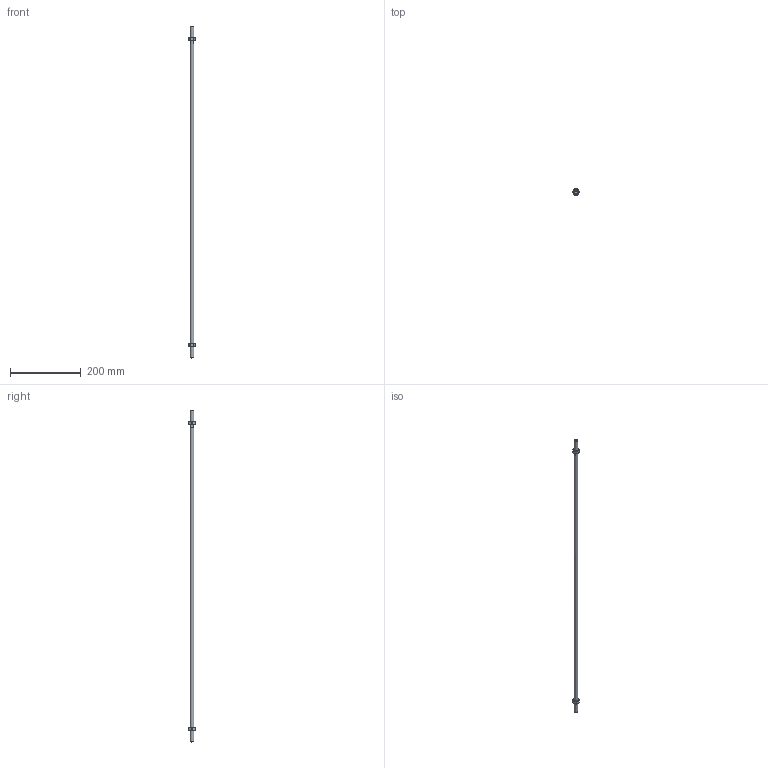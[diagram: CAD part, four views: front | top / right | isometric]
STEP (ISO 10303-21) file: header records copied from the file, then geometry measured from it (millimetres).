
FILE_DESCRIPTION (( 'STEP AP203' ), '1' );
FILE_NAME ('50640-V4A-ZS.step', '2022-04-06T08:08:35', ( '' ), ( '' ), 'SwSTEP 2.0', 'SolidWorks 2018', '' );
FILE_SCHEMA (( 'CONFIG_CONTROL_DESIGN' ));
Length unit declared in the file: millimetre
Products named in the file (3): DIN 934 M4-M20_58321-240-10; 50640-XXX-ZS_50640-V4A-ZS; 50640-V4A-ZS
Assembly tree (3 placements, depth 2):
  50640-V4A-ZS
    50640-XXX-ZS_50640-V4A-ZS
    DIN 934 M4-M20_58321-240-10  x2
Bounding box: 19.34 x 17 x 940 mm (x, y, z)
Volume: 76802.9 mm3; surface area: 31816.6 mm2
Topology: 3 solids, 3 shells, 1199 faces, 3199 edges, 2112 vertices
Faces by surface type: plane 630, bspline 510, cylinder 31, cone 28
Full cylindrical faces by diameter (mm): 8.5 x2, 10 x1
Entity records: 47554 total; most frequent: CARTESIAN_POINT 27403, ORIENTED_EDGE 4818, DIRECTION 2678, EDGE_CURVE 2409, VERTEX_POINT 1604, LINE 1494, VECTOR 1494, EDGE_LOOP 1013
